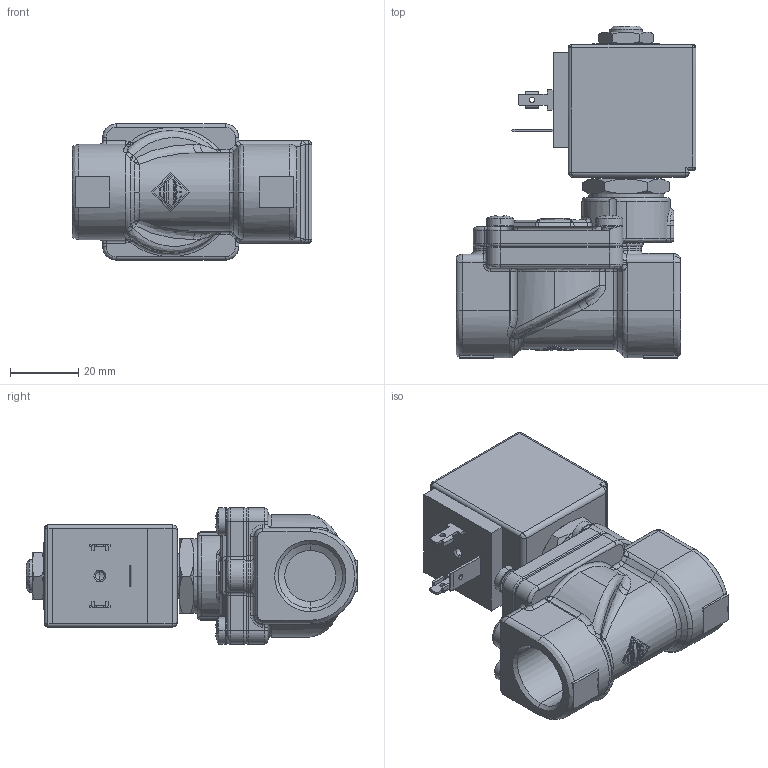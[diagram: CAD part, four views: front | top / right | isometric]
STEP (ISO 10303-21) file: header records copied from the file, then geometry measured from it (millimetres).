
FILE_DESCRIPTION (( 'STEP AP203' ), '1' );
FILE_NAME ('21WN4K1E130-T5-B.step', '2020-04-28T18:26:51', ( '' ), ( '' ), 'SwSTEP 2.0', 'SolidWorks 2019', '' );
FILE_SCHEMA (( 'CONFIG_CONTROL_DESIGN' ));
Length unit declared in the file: inch
Products named in the file (1): 21WN4K1E130-T5-B
Bounding box: 70.5 x 97.53 x 40 mm (x, y, z)
Volume: 99069.7 mm3; surface area: 38139.7 mm2
Topology: 10 solids, 15 shells, 930 faces, 2257 edges, 1343 vertices
Faces by surface type: plane 374, cylinder 257, bspline 231, cone 63, torus 5
Entity records: 34283 total; most frequent: CARTESIAN_POINT 14351, ORIENTED_EDGE 4406, DIRECTION 3788, EDGE_CURVE 2203, AXIS2_PLACEMENT_3D 1413, VERTEX_POINT 1343, EDGE_LOOP 992, LINE 962
